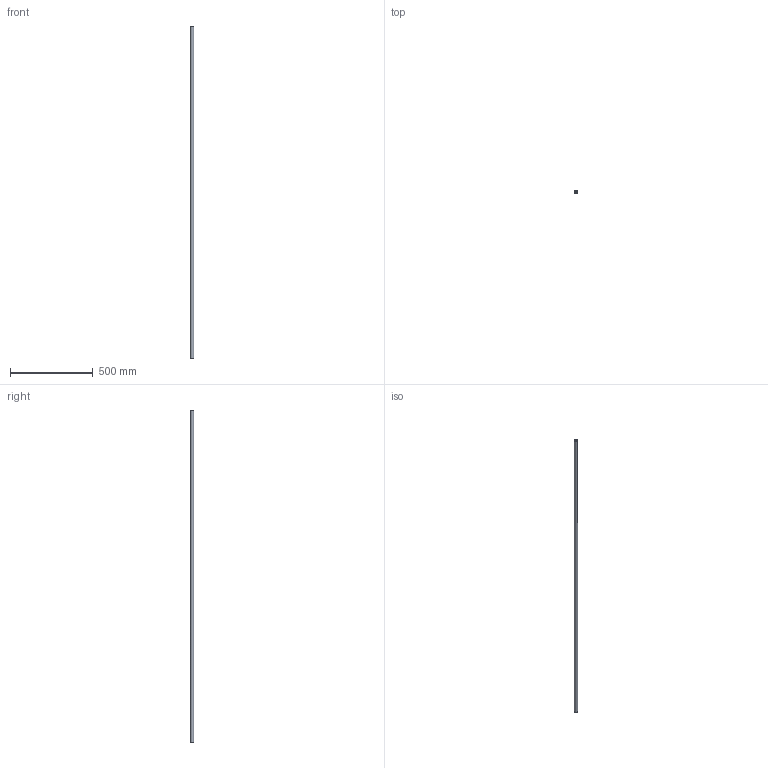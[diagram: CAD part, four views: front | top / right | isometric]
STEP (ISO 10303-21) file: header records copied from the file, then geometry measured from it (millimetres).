
FILE_DESCRIPTION(/* description */ (''),/* implementation_level */ '2;1');
FILE_NAME(/* name */ '2153912',/* time_stamp */ '2014-01-10T08:49:28+01:00',/* author */ (''),/* organization */ (''),/* preprocessor_version */ 'ST-DEVELOPER v15',/* originating_system */ '',/* authorisation */ '');
FILE_SCHEMA (('CONFIG_CONTROL_DESIGN'));
Length unit declared in the file: millimetre
Products named in the file (1): Document
Bounding box: 19.96 x 20 x 2000 mm (x, y, z)
Volume: 164372.4 mm3; surface area: 243510.8 mm2
Topology: 1 solids, 1 shells, 10 faces, 25 edges, 18 vertices
Faces by surface type: bspline 8, plane 2
Entity records: 422 total; most frequent: CARTESIAN_POINT 200, ORIENTED_EDGE 48, EDGE_CURVE 24, VERTEX_POINT 16, ADVANCED_FACE 10, FACE_OUTER_BOUND 10, EDGE_LOOP 10, DIRECTION 8
